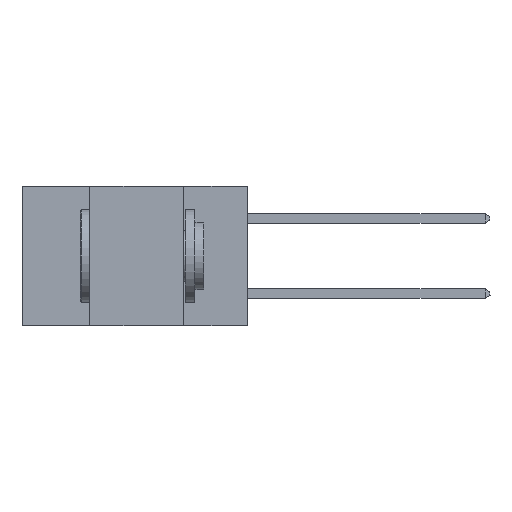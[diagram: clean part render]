
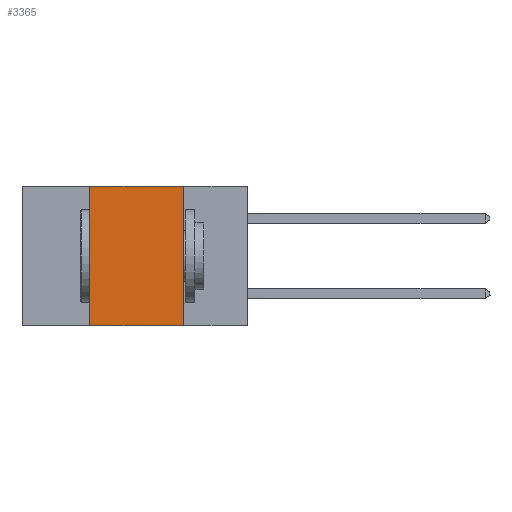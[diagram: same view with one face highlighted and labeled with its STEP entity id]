
A CAD part, left-side view. The second image highlights one B-rep face of the part: STEP entity #3365.
In plain terms, the highlighted planar face has unit normal (-1, 0, 0).
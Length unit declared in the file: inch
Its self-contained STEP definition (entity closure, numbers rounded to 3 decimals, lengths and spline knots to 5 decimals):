
#437 = CARTESIAN_POINT ( 'NONE',  ( 0., 0.42, 0. ) ) ;
#500 = EDGE_LOOP ( 'NONE', ( #2814, #14962, #15229, #1790 ) ) ;
#812 = AXIS2_PLACEMENT_3D ( 'NONE', #3137, #6980, #21808 ) ;
#1790 = ORIENTED_EDGE ( 'NONE', *, *, #2015, .T. ) ;
#2015 = EDGE_CURVE ( 'NONE', #20074, #17172, #4061, .T. ) ;
#2101 = FACE_OUTER_BOUND ( 'NONE', #500, .T. ) ;
#2814 = ORIENTED_EDGE ( 'NONE', *, *, #19014, .F. ) ;
#3137 = CARTESIAN_POINT ( 'NONE',  ( 0., 0.6, 0. ) ) ;
#3365 = ADVANCED_FACE ( 'NONE', ( #2101 ), #5094, .F. ) ;
#3490 = VECTOR ( 'NONE', #21734, 39.37008 ) ;
#4061 = LINE ( 'NONE', #12441, #3490 ) ;
#4727 = VECTOR ( 'NONE', #13630, 39.37008 ) ;
#5094 = PLANE ( 'NONE',  #812 ) ;
#5429 = VECTOR ( 'NONE', #15084, 39.37008 ) ;
#6373 = CARTESIAN_POINT ( 'NONE',  ( 0., 0.6, 0. ) ) ;
#6956 = VECTOR ( 'NONE', #15462, 39.37008 ) ;
#6980 = DIRECTION ( 'NONE',  ( 1., 0., 0. ) ) ;
#8061 = LINE ( 'NONE', #6373, #5429 ) ;
#8690 = VERTEX_POINT ( 'NONE', #18607 ) ;
#11078 = CARTESIAN_POINT ( 'NONE',  ( 0., 0.42, -0.37 ) ) ;
#12441 = CARTESIAN_POINT ( 'NONE',  ( 0., 0.6, -0.37 ) ) ;
#12592 = EDGE_CURVE ( 'NONE', #17104, #8690, #8061, .T. ) ;
#13429 = CARTESIAN_POINT ( 'NONE',  ( 0., 0.17, 0. ) ) ;
#13630 = DIRECTION ( 'NONE',  ( 0., 0., 1. ) ) ;
#13876 = CARTESIAN_POINT ( 'NONE',  ( 0., 0.42, 0. ) ) ;
#14913 = LINE ( 'NONE', #13429, #6956 ) ;
#14962 = ORIENTED_EDGE ( 'NONE', *, *, #12592, .F. ) ;
#15084 = DIRECTION ( 'NONE',  ( 0., -1., 0. ) ) ;
#15229 = ORIENTED_EDGE ( 'NONE', *, *, #16459, .F. ) ;
#15462 = DIRECTION ( 'NONE',  ( 0., 0., -1. ) ) ;
#16459 = EDGE_CURVE ( 'NONE', #20074, #17104, #23586, .T. ) ;
#17104 = VERTEX_POINT ( 'NONE', #13876 ) ;
#17172 = VERTEX_POINT ( 'NONE', #22029 ) ;
#18607 = CARTESIAN_POINT ( 'NONE',  ( 0., 0.17, 0. ) ) ;
#19014 = EDGE_CURVE ( 'NONE', #8690, #17172, #14913, .T. ) ;
#20074 = VERTEX_POINT ( 'NONE', #11078 ) ;
#21734 = DIRECTION ( 'NONE',  ( 0., -1., 0. ) ) ;
#21808 = DIRECTION ( 'NONE',  ( 0., 0., -1. ) ) ;
#22029 = CARTESIAN_POINT ( 'NONE',  ( 0., 0.17, -0.37 ) ) ;
#23586 = LINE ( 'NONE', #437, #4727 ) ;
